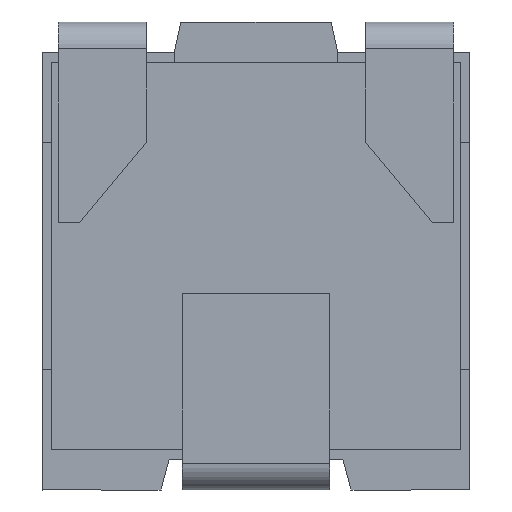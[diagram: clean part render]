
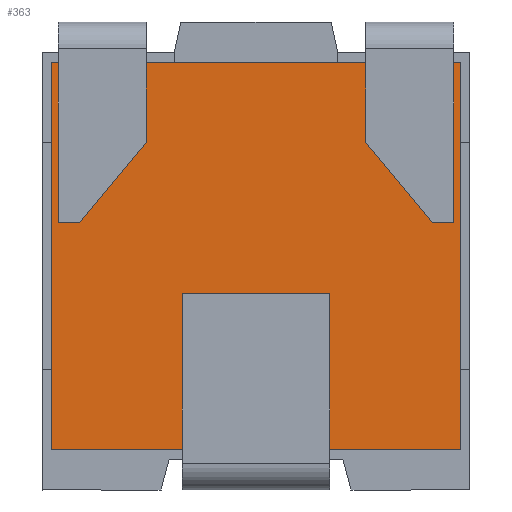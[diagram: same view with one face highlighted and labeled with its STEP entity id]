
A CAD part, front view. The second image highlights one B-rep face of the part: STEP entity #363.
In plain terms, the highlighted planar face has unit normal (0, -1, 0).
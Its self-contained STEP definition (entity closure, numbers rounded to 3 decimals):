
#121 = EDGE_CURVE ( 'NONE', #859, #3306, #1932, .T. ) ;
#159 = DIRECTION ( 'NONE',  ( -1., 0., 0. ) ) ;
#173 = VECTOR ( 'NONE', #1565, 1000. ) ;
#341 = DIRECTION ( 'NONE',  ( 0., 0., -1. ) ) ;
#363 = ADVANCED_FACE ( 'NONE', ( #1396 ), #732, .F. ) ;
#433 = CARTESIAN_POINT ( 'NONE',  ( -1.532, 0.25, 1.448 ) ) ;
#613 = CARTESIAN_POINT ( 'NONE',  ( 1.532, 0.25, -1.448 ) ) ;
#732 = PLANE ( 'NONE',  #2485 ) ;
#859 = VERTEX_POINT ( 'NONE', #1581 ) ;
#994 = DIRECTION ( 'NONE',  ( 0., 1., 0. ) ) ;
#1046 = LINE ( 'NONE', #2181, #173 ) ;
#1245 = VECTOR ( 'NONE', #341, 1000. ) ;
#1386 = CARTESIAN_POINT ( 'NONE',  ( 1.532, 0.25, 0. ) ) ;
#1396 = FACE_OUTER_BOUND ( 'NONE', #1790, .T. ) ;
#1411 = VERTEX_POINT ( 'NONE', #2810 ) ;
#1565 = DIRECTION ( 'NONE',  ( 0., 0., 1. ) ) ;
#1581 = CARTESIAN_POINT ( 'NONE',  ( 1.532, 0.25, 1.448 ) ) ;
#1612 = DIRECTION ( 'NONE',  ( 1., 0., 0. ) ) ;
#1730 = CARTESIAN_POINT ( 'NONE',  ( 0., 0.25, -1.448 ) ) ;
#1764 = CARTESIAN_POINT ( 'NONE',  ( 0., 0.25, 0. ) ) ;
#1782 = EDGE_CURVE ( 'NONE', #2094, #859, #3352, .T. ) ;
#1790 = EDGE_LOOP ( 'NONE', ( #2241, #2890, #2763, #1867 ) ) ;
#1867 = ORIENTED_EDGE ( 'NONE', *, *, #121, .F. ) ;
#1932 = LINE ( 'NONE', #1386, #1245 ) ;
#2081 = VECTOR ( 'NONE', #159, 1000. ) ;
#2083 = EDGE_CURVE ( 'NONE', #3306, #1411, #2161, .T. ) ;
#2094 = VERTEX_POINT ( 'NONE', #433 ) ;
#2098 = VECTOR ( 'NONE', #1612, 1000. ) ;
#2161 = LINE ( 'NONE', #1730, #2081 ) ;
#2181 = CARTESIAN_POINT ( 'NONE',  ( -1.532, 0.25, 0. ) ) ;
#2219 = EDGE_CURVE ( 'NONE', #1411, #2094, #1046, .T. ) ;
#2241 = ORIENTED_EDGE ( 'NONE', *, *, #1782, .F. ) ;
#2485 = AXIS2_PLACEMENT_3D ( 'NONE', #1764, #994, #2856 ) ;
#2763 = ORIENTED_EDGE ( 'NONE', *, *, #2083, .F. ) ;
#2810 = CARTESIAN_POINT ( 'NONE',  ( -1.532, 0.25, -1.448 ) ) ;
#2856 = DIRECTION ( 'NONE',  ( 0., 0., 1. ) ) ;
#2890 = ORIENTED_EDGE ( 'NONE', *, *, #2219, .F. ) ;
#3237 = CARTESIAN_POINT ( 'NONE',  ( 0., 0.25, 1.448 ) ) ;
#3306 = VERTEX_POINT ( 'NONE', #613 ) ;
#3352 = LINE ( 'NONE', #3237, #2098 ) ;
